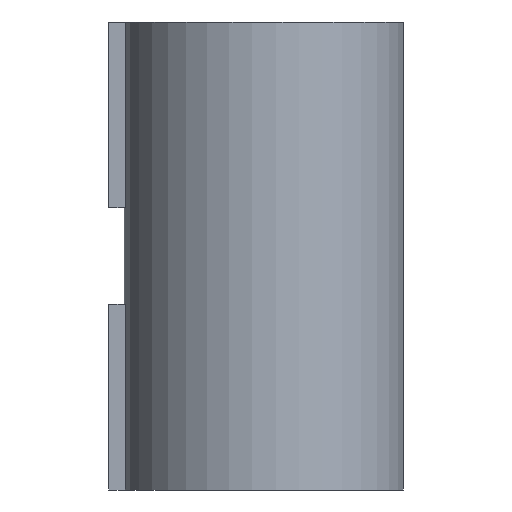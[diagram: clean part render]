
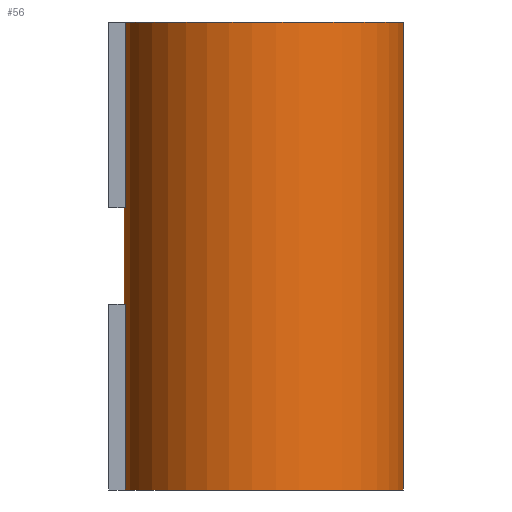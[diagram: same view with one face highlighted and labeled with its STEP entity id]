
A CAD part, left-side view. The second image highlights one B-rep face of the part: STEP entity #56.
In plain terms, the highlighted cylindrical face has radius 9 mm (diameter 18 mm), a partial arc.
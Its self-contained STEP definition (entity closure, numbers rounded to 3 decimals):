
#56 = ADVANCED_FACE( '', ( #113 ), #114, .T. );
#113 = FACE_OUTER_BOUND( '', #168, .T. );
#114 = CYLINDRICAL_SURFACE( '', #169, 9. );
#168 = EDGE_LOOP( '', ( #265, #266, #267, #268, #269, #270, #271, #272, #273, #274, #275, #276 ) );
#169 = AXIS2_PLACEMENT_3D( '', #277, #278, #279 );
#265 = ORIENTED_EDGE( '', *, *, #381, .F. );
#266 = ORIENTED_EDGE( '', *, *, #382, .F. );
#267 = ORIENTED_EDGE( '', *, *, #378, .F. );
#268 = ORIENTED_EDGE( '', *, *, #383, .F. );
#269 = ORIENTED_EDGE( '', *, *, #343, .F. );
#270 = ORIENTED_EDGE( '', *, *, #384, .F. );
#271 = ORIENTED_EDGE( '', *, *, #351, .F. );
#272 = ORIENTED_EDGE( '', *, *, #359, .T. );
#273 = ORIENTED_EDGE( '', *, *, #365, .T. );
#274 = ORIENTED_EDGE( '', *, *, #385, .T. );
#275 = ORIENTED_EDGE( '', *, *, #372, .T. );
#276 = ORIENTED_EDGE( '', *, *, #355, .T. );
#277 = CARTESIAN_POINT( '', ( 0., 0., 30. ) );
#278 = DIRECTION( '', ( 0., 0., 1. ) );
#279 = DIRECTION( '', ( -1., 0., 0. ) );
#343 = EDGE_CURVE( '', #402, #404, #405, .T. );
#351 = EDGE_CURVE( '', #417, #413, #419, .F. );
#355 = EDGE_CURVE( '', #425, #423, #426, .T. );
#359 = EDGE_CURVE( '', #417, #431, #433, .T. );
#365 = EDGE_CURVE( '', #431, #441, #442, .F. );
#372 = EDGE_CURVE( '', #451, #425, #452, .T. );
#378 = EDGE_CURVE( '', #459, #461, #462, .F. );
#381 = EDGE_CURVE( '', #465, #423, #466, .T. );
#382 = EDGE_CURVE( '', #461, #465, #467, .T. );
#383 = EDGE_CURVE( '', #404, #459, #468, .T. );
#384 = EDGE_CURVE( '', #413, #402, #469, .T. );
#385 = EDGE_CURVE( '', #441, #451, #470, .T. );
#402 = VERTEX_POINT( '', #489 );
#404 = VERTEX_POINT( '', #492 );
#405 = LINE( '', #493, #494 );
#413 = VERTEX_POINT( '', #505 );
#417 = VERTEX_POINT( '', #511 );
#419 = LINE( '', #514, #515 );
#423 = VERTEX_POINT( '', #519 );
#425 = VERTEX_POINT( '', #522 );
#426 = CIRCLE( '', #523, 9. );
#431 = VERTEX_POINT( '', #530 );
#433 = CIRCLE( '', #533, 9. );
#441 = VERTEX_POINT( '', #544 );
#442 = LINE( '', #545, #546 );
#451 = VERTEX_POINT( '', #559 );
#452 = LINE( '', #560, #561 );
#459 = VERTEX_POINT( '', #571 );
#461 = VERTEX_POINT( '', #574 );
#462 = LINE( '', #575, #576 );
#465 = VERTEX_POINT( '', #580 );
#466 = LINE( '', #581, #582 );
#467 = CIRCLE( '', #583, 9. );
#468 = CIRCLE( '', #584, 9. );
#469 = CIRCLE( '', #585, 9. );
#470 = CIRCLE( '', #586, 9. );
#489 = CARTESIAN_POINT( '', ( 1.2, 8.92, 30. ) );
#492 = CARTESIAN_POINT( '', ( 1.2, 8.92, 18.1 ) );
#493 = CARTESIAN_POINT( '', ( 1.2, 8.92, 30. ) );
#494 = VECTOR( '', #604, 1000. );
#505 = CARTESIAN_POINT( '', ( 1.25, -8.913, 30. ) );
#511 = CARTESIAN_POINT( '', ( 1.25, -8.913, 0. ) );
#514 = CARTESIAN_POINT( '', ( 1.25, -8.913, 30. ) );
#515 = VECTOR( '', #611, 1000. );
#519 = CARTESIAN_POINT( '', ( -1.25, -8.913, 0. ) );
#522 = CARTESIAN_POINT( '', ( -1.2, 8.92, 0. ) );
#523 = AXIS2_PLACEMENT_3D( '', #616, #617, #618 );
#530 = CARTESIAN_POINT( '', ( 1.2, 8.92, 0. ) );
#533 = AXIS2_PLACEMENT_3D( '', #622, #623, #624 );
#544 = CARTESIAN_POINT( '', ( 1.2, 8.92, 11.9 ) );
#545 = CARTESIAN_POINT( '', ( 1.2, 8.92, 30. ) );
#546 = VECTOR( '', #628, 1000. );
#559 = CARTESIAN_POINT( '', ( -1.2, 8.92, 11.9 ) );
#560 = CARTESIAN_POINT( '', ( -1.2, 8.92, 30. ) );
#561 = VECTOR( '', #633, 1000. );
#571 = CARTESIAN_POINT( '', ( -1.2, 8.92, 18.1 ) );
#574 = CARTESIAN_POINT( '', ( -1.2, 8.92, 30. ) );
#575 = CARTESIAN_POINT( '', ( -1.2, 8.92, 30. ) );
#576 = VECTOR( '', #638, 1000. );
#580 = CARTESIAN_POINT( '', ( -1.25, -8.913, 30. ) );
#581 = CARTESIAN_POINT( '', ( -1.25, -8.913, 30. ) );
#582 = VECTOR( '', #640, 1000. );
#583 = AXIS2_PLACEMENT_3D( '', #641, #642, #643 );
#584 = AXIS2_PLACEMENT_3D( '', #644, #645, #646 );
#585 = AXIS2_PLACEMENT_3D( '', #647, #648, #649 );
#586 = AXIS2_PLACEMENT_3D( '', #650, #651, #652 );
#604 = DIRECTION( '', ( 0., 0., -1. ) );
#611 = DIRECTION( '', ( 0., 0., -1. ) );
#616 = CARTESIAN_POINT( '', ( 0., 0., 0. ) );
#617 = DIRECTION( '', ( 0., 0., 1. ) );
#618 = DIRECTION( '', ( 1., 0., 0. ) );
#622 = CARTESIAN_POINT( '', ( 0., 0., 0. ) );
#623 = DIRECTION( '', ( 0., 0., 1. ) );
#624 = DIRECTION( '', ( 1., 0., 0. ) );
#628 = DIRECTION( '', ( 0., 0., -1. ) );
#633 = DIRECTION( '', ( 0., 0., -1. ) );
#638 = DIRECTION( '', ( 0., 0., -1. ) );
#640 = DIRECTION( '', ( 0., 0., -1. ) );
#641 = CARTESIAN_POINT( '', ( 0., 0., 30. ) );
#642 = DIRECTION( '', ( 0., 0., 1. ) );
#643 = DIRECTION( '', ( 1., 0., 0. ) );
#644 = CARTESIAN_POINT( '', ( 0., 0., 18.1 ) );
#645 = DIRECTION( '', ( 0., 0., 1. ) );
#646 = DIRECTION( '', ( 1., 0., 0. ) );
#647 = CARTESIAN_POINT( '', ( 0., 0., 30. ) );
#648 = DIRECTION( '', ( 0., 0., 1. ) );
#649 = DIRECTION( '', ( 1., 0., 0. ) );
#650 = CARTESIAN_POINT( '', ( 0., 0., 11.9 ) );
#651 = DIRECTION( '', ( 0., 0., 1. ) );
#652 = DIRECTION( '', ( 1., 0., 0. ) );
